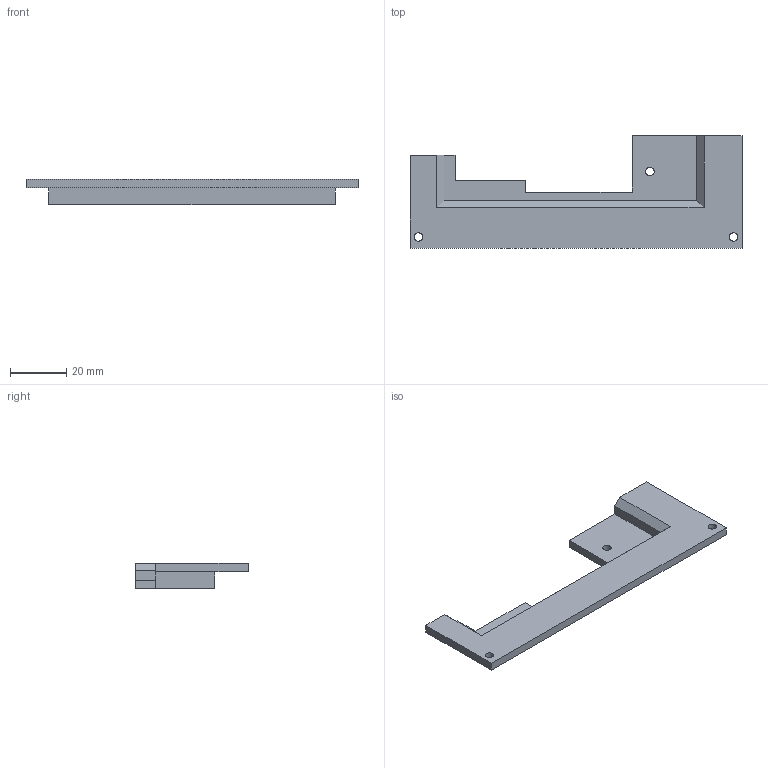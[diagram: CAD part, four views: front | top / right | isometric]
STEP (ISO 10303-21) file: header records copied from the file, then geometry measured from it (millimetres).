
FILE_DESCRIPTION(('FreeCAD Model'),'2;1');
FILE_NAME('Open CASCADE Shape Model','2024-09-17T17:34:57',(''),(''), 'Open CASCADE STEP processor 7.7','FreeCAD','Unknown');
FILE_SCHEMA(('AP242_MANAGED_MODEL_BASED_3D_ENGINEERING_MIM_LF. {1 0 10303 442 1 1 4 }'));
Length unit declared in the file: millimetre
Products named in the file (1): Right PCB Bracket
Bounding box: 118 x 40 x 9 mm (x, y, z)
Volume: 14414.8 mm3; surface area: 9526.4 mm2
Topology: 1 solids, 1 shells, 26 faces, 70 edges, 46 vertices
Faces by surface type: plane 23, cylinder 3
Full cylindrical faces by diameter (mm): 3 x3
Entity records: 838 total; most frequent: CARTESIAN_POINT 143, ORIENTED_EDGE 140, DIRECTION 130, EDGE_CURVE 70, LINE 64, VECTOR 64, VERTEX_POINT 46, AXIS2_PLACEMENT_3D 33
